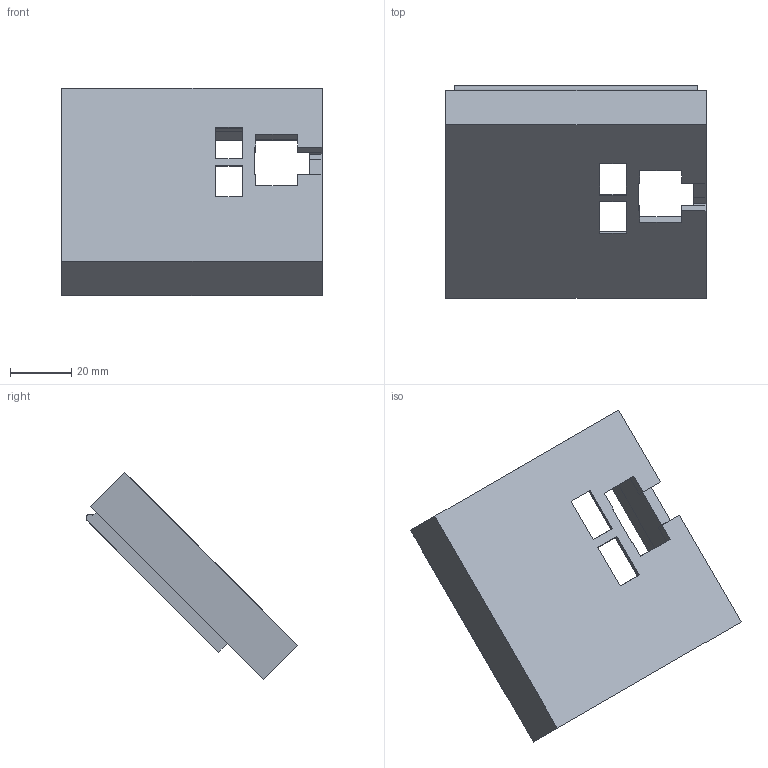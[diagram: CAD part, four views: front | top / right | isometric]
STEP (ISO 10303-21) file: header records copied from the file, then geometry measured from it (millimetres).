
FILE_DESCRIPTION(('FreeCAD Model'),'2;1');
FILE_NAME('Open CASCADE Shape Model','2022-09-01T16:51:15',(''),(''), 'Open CASCADE STEP processor 7.6','FreeCAD','Unknown');
FILE_SCHEMA(('AUTOMOTIVE_DESIGN { 1 0 10303 214 1 1 1 1 }'));
Length unit declared in the file: millimetre
Products named in the file (1): faceAvant
Bounding box: 85 x 69.25 x 67.71 mm (x, y, z)
Volume: 32062.2 mm3; surface area: 23885.1 mm2
Topology: 1 solids, 1 shells, 74 faces, 200 edges, 130 vertices
Faces by surface type: plane 69, cylinder 5
Full cylindrical faces by diameter (mm): 4 x2
Entity records: 4922 total; most frequent: CARTESIAN_POINT 829, DIRECTION 756, LINE 580, VECTOR 580, ORIENTED_EDGE 400, PCURVE 400, DEFINITIONAL_REPRESENTATION 400, EDGE_CURVE 200
